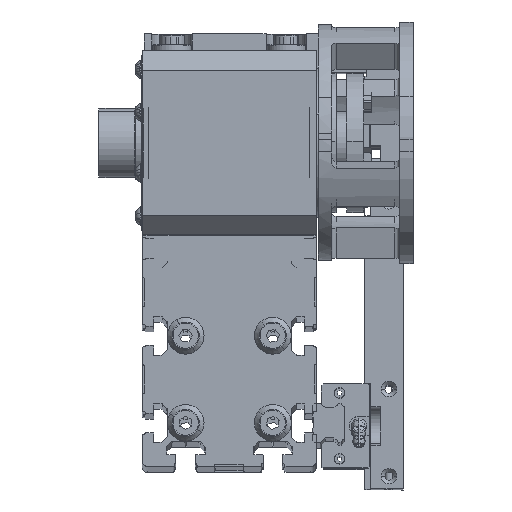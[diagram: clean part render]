
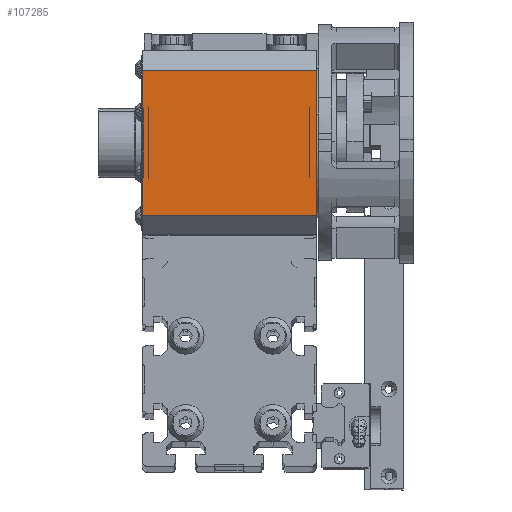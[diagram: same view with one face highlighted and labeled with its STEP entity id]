
A CAD part, top view. The second image highlights one B-rep face of the part: STEP entity #107285.
In plain terms, the highlighted planar face has unit normal (0, 0, 1).
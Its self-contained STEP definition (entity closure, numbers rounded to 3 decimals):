
#1440 = DIRECTION ( 'NONE',  ( -1., 0., 0. ) ) ;
#2167 = VERTEX_POINT ( 'NONE', #77423 ) ;
#4132 = EDGE_CURVE ( 'NONE', #54830, #89310, #12516, .T. ) ;
#5991 = EDGE_CURVE ( 'NONE', #89310, #2167, #34467, .T. ) ;
#6046 = DIRECTION ( 'NONE',  ( 0., -1., 0. ) ) ;
#6715 = ORIENTED_EDGE ( 'NONE', *, *, #5991, .F. ) ;
#6821 = PLANE ( 'NONE',  #76686 ) ;
#7218 = DIRECTION ( 'NONE',  ( 0., -1., 0. ) ) ;
#7601 = VECTOR ( 'NONE', #6046, 1000. ) ;
#12516 = LINE ( 'NONE', #55511, #103307 ) ;
#16048 = ORIENTED_EDGE ( 'NONE', *, *, #52770, .T. ) ;
#26868 = CARTESIAN_POINT ( 'NONE',  ( -45., -20.5, 0. ) ) ;
#30214 = CARTESIAN_POINT ( 'NONE',  ( 45., -95.5, 0. ) ) ;
#31532 = VECTOR ( 'NONE', #48107, 1000. ) ;
#33377 = CARTESIAN_POINT ( 'NONE',  ( 45., -105.5, 0. ) ) ;
#34467 = LINE ( 'NONE', #30214, #63274 ) ;
#39545 = ORIENTED_EDGE ( 'NONE', *, *, #79044, .T. ) ;
#48107 = DIRECTION ( 'NONE',  ( -1., 0., 0. ) ) ;
#51589 = DIRECTION ( 'NONE',  ( 0., -1., 0. ) ) ;
#52770 = EDGE_CURVE ( 'NONE', #54830, #68484, #78192, .T. ) ;
#54352 = LINE ( 'NONE', #102552, #7601 ) ;
#54830 = VERTEX_POINT ( 'NONE', #75400 ) ;
#55511 = CARTESIAN_POINT ( 'NONE',  ( 45., -58., 0. ) ) ;
#59813 = DIRECTION ( 'NONE',  ( 0., 0., 1. ) ) ;
#63274 = VECTOR ( 'NONE', #1440, 1000. ) ;
#68484 = VERTEX_POINT ( 'NONE', #26868 ) ;
#75400 = CARTESIAN_POINT ( 'NONE',  ( 45., -20.5, 0. ) ) ;
#76686 = AXIS2_PLACEMENT_3D ( 'NONE', #33377, #59813, #7218 ) ;
#77423 = CARTESIAN_POINT ( 'NONE',  ( -45., -95.5, 0. ) ) ;
#77508 = ORIENTED_EDGE ( 'NONE', *, *, #4132, .F. ) ;
#78192 = LINE ( 'NONE', #100789, #31532 ) ;
#79044 = EDGE_CURVE ( 'NONE', #68484, #2167, #54352, .T. ) ;
#88711 = EDGE_LOOP ( 'NONE', ( #6715, #77508, #16048, #39545 ) ) ;
#89310 = VERTEX_POINT ( 'NONE', #103119 ) ;
#100789 = CARTESIAN_POINT ( 'NONE',  ( 45., -20.5, 0. ) ) ;
#102552 = CARTESIAN_POINT ( 'NONE',  ( -45., -58., 0. ) ) ;
#103119 = CARTESIAN_POINT ( 'NONE',  ( 45., -95.5, 0. ) ) ;
#103307 = VECTOR ( 'NONE', #51589, 1000. ) ;
#107285 = ADVANCED_FACE ( 'NONE', ( #110568 ), #6821, .T. ) ;
#110568 = FACE_OUTER_BOUND ( 'NONE', #88711, .T. ) ;
